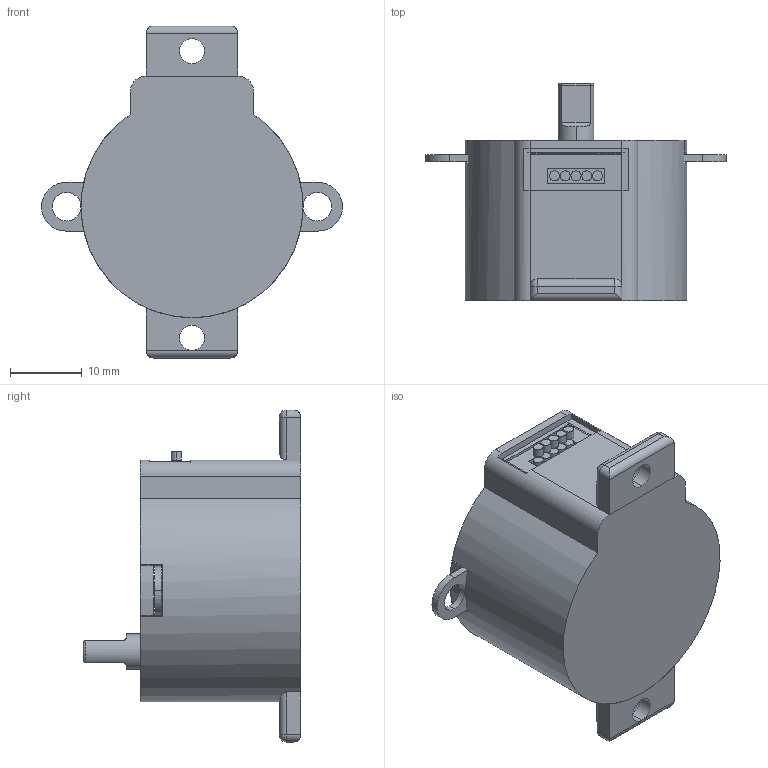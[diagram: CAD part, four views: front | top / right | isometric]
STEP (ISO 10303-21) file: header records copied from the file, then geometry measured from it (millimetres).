
FILE_DESCRIPTION (( 'STEP AP214' ), '1' );
FILE_NAME ('Step_Motor_Casing_1_0.STEP', '2021-05-05T03:29:07', ( '' ), ( '' ), 'SwSTEP 2.0', 'SolidWorks 2019', '' );
FILE_SCHEMA (( 'AUTOMOTIVE_DESIGN' ));
Length unit declared in the file: millimetre
Products named in the file (1): Step_Motor_Casing_1_0
Bounding box: 42 x 30.4 x 46.35 mm (x, y, z)
Volume: 8167 mm3; surface area: 14870.6 mm2
Topology: 11 solids, 11 shells, 470 faces, 1213 edges, 790 vertices
Faces by surface type: plane 255, bspline 106, cylinder 95, torus 10, sphere 4
Entity records: 21381 total; most frequent: CARTESIAN_POINT 9212, ORIENTED_EDGE 2418, DIRECTION 1932, EDGE_CURVE 1209, VERTEX_POINT 790, LINE 744, VECTOR 744, AXIS2_PLACEMENT_3D 594
